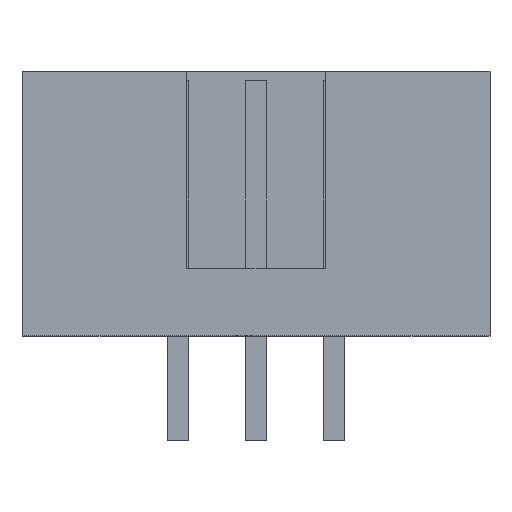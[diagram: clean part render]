
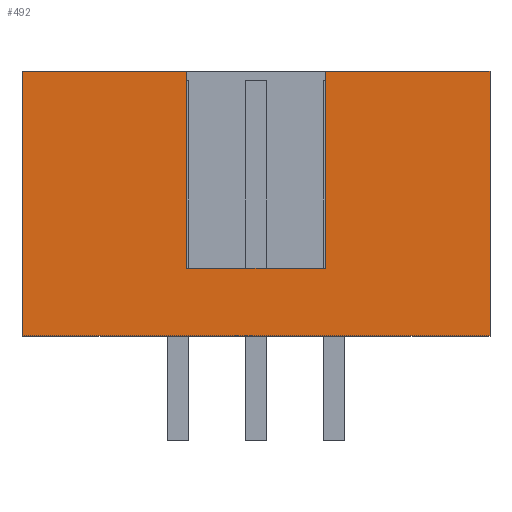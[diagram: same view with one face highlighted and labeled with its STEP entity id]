
A CAD part, top view. The second image highlights one B-rep face of the part: STEP entity #492.
In plain terms, the highlighted planar face has unit normal (0, 0, 1).
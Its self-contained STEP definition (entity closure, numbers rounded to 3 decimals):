
#36 = CARTESIAN_POINT ( 'NONE',  ( -2.25, 8.6, 4.25 ) ) ;
#50 = VERTEX_POINT ( 'NONE', #36 ) ;
#53 = CARTESIAN_POINT ( 'NONE',  ( -7.6, 8.6, 4.25 ) ) ;
#135 = VERTEX_POINT ( 'NONE', #539 ) ;
#181 = DIRECTION ( 'NONE',  ( 0., 1., 0. ) ) ;
#194 = ORIENTED_EDGE ( 'NONE', *, *, #1149, .T. ) ;
#195 = VERTEX_POINT ( 'NONE', #1181 ) ;
#241 = ORIENTED_EDGE ( 'NONE', *, *, #629, .F. ) ;
#288 = ORIENTED_EDGE ( 'NONE', *, *, #2266, .T. ) ;
#316 = ORIENTED_EDGE ( 'NONE', *, *, #950, .F. ) ;
#369 = EDGE_LOOP ( 'NONE', ( #1946, #1950, #316, #1546, #241, #194, #288, #1771 ) ) ;
#460 = CARTESIAN_POINT ( 'NONE',  ( 7.6, 8.6, 4.25 ) ) ;
#470 = CARTESIAN_POINT ( 'NONE',  ( -7.6, 8.6, 4.25 ) ) ;
#492 = ADVANCED_FACE ( 'NONE', ( #753 ), #1509, .F. ) ;
#507 = DIRECTION ( 'NONE',  ( 1., 0., 0. ) ) ;
#539 = CARTESIAN_POINT ( 'NONE',  ( -7.6, 0., 4.25 ) ) ;
#541 = LINE ( 'NONE', #728, #1057 ) ;
#629 = EDGE_CURVE ( 'NONE', #762, #50, #2051, .T. ) ;
#709 = VECTOR ( 'NONE', #2787, 1000. ) ;
#728 = CARTESIAN_POINT ( 'NONE',  ( 7.6, 8.6, 4.25 ) ) ;
#753 = FACE_OUTER_BOUND ( 'NONE', #369, .T. ) ;
#762 = VERTEX_POINT ( 'NONE', #2236 ) ;
#765 = VERTEX_POINT ( 'NONE', #2680 ) ;
#786 = LINE ( 'NONE', #2320, #2581 ) ;
#866 = EDGE_CURVE ( 'NONE', #765, #50, #2355, .T. ) ;
#880 = CARTESIAN_POINT ( 'NONE',  ( 7.6, 0., 4.25 ) ) ;
#950 = EDGE_CURVE ( 'NONE', #765, #195, #2580, .T. ) ;
#1051 = DIRECTION ( 'NONE',  ( 1., 0., 0. ) ) ;
#1057 = VECTOR ( 'NONE', #1829, 1000. ) ;
#1149 = EDGE_CURVE ( 'NONE', #762, #135, #1300, .T. ) ;
#1181 = CARTESIAN_POINT ( 'NONE',  ( 2.25, 2.2, 4.25 ) ) ;
#1212 = CARTESIAN_POINT ( 'NONE',  ( 2.25, -2.432, 4.25 ) ) ;
#1300 = LINE ( 'NONE', #1434, #1803 ) ;
#1380 = EDGE_CURVE ( 'NONE', #2121, #2365, #2130, .T. ) ;
#1391 = DIRECTION ( 'NONE',  ( 1., 0., 0. ) ) ;
#1421 = CARTESIAN_POINT ( 'NONE',  ( 2.25, 8.6, 4.25 ) ) ;
#1434 = CARTESIAN_POINT ( 'NONE',  ( -7.6, 8.6, 4.25 ) ) ;
#1482 = VECTOR ( 'NONE', #507, 1000. ) ;
#1504 = EDGE_CURVE ( 'NONE', #2365, #2398, #541, .T. ) ;
#1509 = PLANE ( 'NONE',  #2076 ) ;
#1525 = DIRECTION ( 'NONE',  ( -1., 0., 0. ) ) ;
#1539 = VECTOR ( 'NONE', #181, 1000. ) ;
#1546 = ORIENTED_EDGE ( 'NONE', *, *, #866, .T. ) ;
#1644 = DIRECTION ( 'NONE',  ( 0., 1., 0. ) ) ;
#1720 = CARTESIAN_POINT ( 'NONE',  ( -7.6, 8.6, 4.25 ) ) ;
#1770 = LINE ( 'NONE', #1212, #2124 ) ;
#1771 = ORIENTED_EDGE ( 'NONE', *, *, #1504, .F. ) ;
#1803 = VECTOR ( 'NONE', #1872, 1000. ) ;
#1829 = DIRECTION ( 'NONE',  ( 0., -1., 0. ) ) ;
#1872 = DIRECTION ( 'NONE',  ( 0., -1., 0. ) ) ;
#1946 = ORIENTED_EDGE ( 'NONE', *, *, #1380, .F. ) ;
#1950 = ORIENTED_EDGE ( 'NONE', *, *, #2771, .F. ) ;
#2051 = LINE ( 'NONE', #470, #1482 ) ;
#2076 = AXIS2_PLACEMENT_3D ( 'NONE', #1720, #2165, #1525 ) ;
#2121 = VERTEX_POINT ( 'NONE', #1421 ) ;
#2124 = VECTOR ( 'NONE', #1644, 1000. ) ;
#2125 = CARTESIAN_POINT ( 'NONE',  ( -2.25, 2.2, 4.25 ) ) ;
#2130 = LINE ( 'NONE', #53, #2552 ) ;
#2165 = DIRECTION ( 'NONE',  ( 0., 0., -1. ) ) ;
#2236 = CARTESIAN_POINT ( 'NONE',  ( -7.6, 8.6, 4.25 ) ) ;
#2266 = EDGE_CURVE ( 'NONE', #135, #2398, #786, .T. ) ;
#2320 = CARTESIAN_POINT ( 'NONE',  ( -7.6, 0., 4.25 ) ) ;
#2355 = LINE ( 'NONE', #2755, #1539 ) ;
#2365 = VERTEX_POINT ( 'NONE', #460 ) ;
#2398 = VERTEX_POINT ( 'NONE', #880 ) ;
#2552 = VECTOR ( 'NONE', #1391, 1000. ) ;
#2580 = LINE ( 'NONE', #2125, #709 ) ;
#2581 = VECTOR ( 'NONE', #1051, 1000. ) ;
#2680 = CARTESIAN_POINT ( 'NONE',  ( -2.25, 2.2, 4.25 ) ) ;
#2755 = CARTESIAN_POINT ( 'NONE',  ( -2.25, -2.432, 4.25 ) ) ;
#2771 = EDGE_CURVE ( 'NONE', #195, #2121, #1770, .T. ) ;
#2787 = DIRECTION ( 'NONE',  ( 1., 0., 0. ) ) ;
